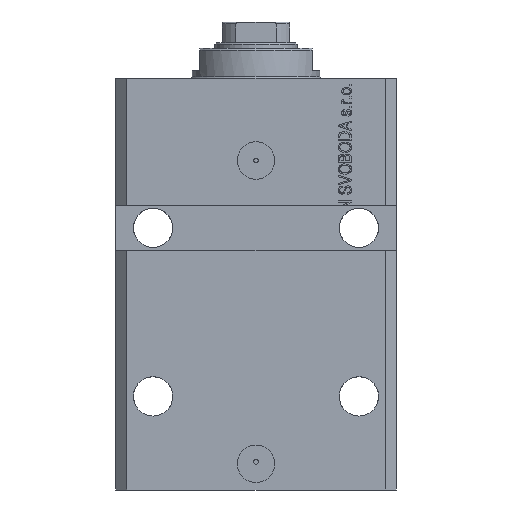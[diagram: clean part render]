
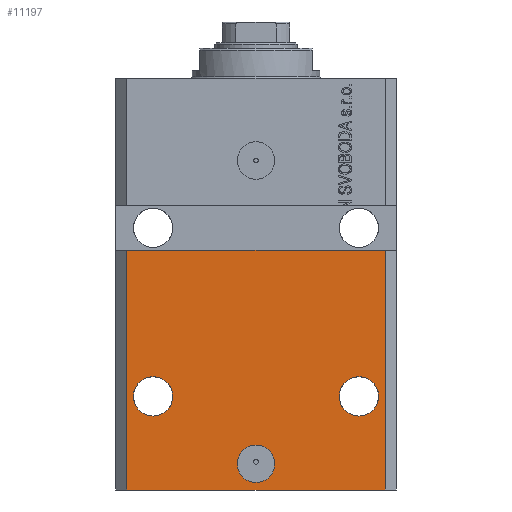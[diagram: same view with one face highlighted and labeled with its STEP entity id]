
A CAD part, front view. The second image highlights one B-rep face of the part: STEP entity #11197.
In plain terms, the highlighted planar face has unit normal (0, -1, 0).
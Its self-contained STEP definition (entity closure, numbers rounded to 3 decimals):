
#239 = VECTOR ( 'NONE', #34112, 1000. ) ;
#578 = CIRCLE ( 'NONE', #37748, 5. ) ;
#697 = DIRECTION ( 'NONE',  ( 0., 0., -1. ) ) ;
#1350 = ORIENTED_EDGE ( 'NONE', *, *, #41278, .T. ) ;
#1660 = LINE ( 'NONE', #29497, #21576 ) ;
#1679 = ORIENTED_EDGE ( 'NONE', *, *, #22106, .F. ) ;
#1703 = EDGE_CURVE ( 'NONE', #32648, #20199, #32168, .T. ) ;
#1922 = CARTESIAN_POINT ( 'NONE',  ( 0., -27.5, -103. ) ) ;
#2365 = DIRECTION ( 'NONE',  ( 0., -1., 0. ) ) ;
#2981 = EDGE_CURVE ( 'NONE', #27421, #43054, #26203, .T. ) ;
#3084 = VERTEX_POINT ( 'NONE', #20020 ) ;
#4195 = CARTESIAN_POINT ( 'NONE',  ( -32.75, -27.5, -85. ) ) ;
#5027 = CARTESIAN_POINT ( 'NONE',  ( -34.5, -27.5, -110. ) ) ;
#5448 = DIRECTION ( 'NONE',  ( 1., 0., 0. ) ) ;
#8101 = AXIS2_PLACEMENT_3D ( 'NONE', #16997, #37539, #16757 ) ;
#8446 = DIRECTION ( 'NONE',  ( 0., -1., 0. ) ) ;
#8547 = CARTESIAN_POINT ( 'NONE',  ( 22.25, -27.5, -85. ) ) ;
#9125 = EDGE_CURVE ( 'NONE', #11691, #34242, #26449, .T. ) ;
#9659 = EDGE_LOOP ( 'NONE', ( #25310, #1679, #19205, #1350 ) ) ;
#10904 = DIRECTION ( 'NONE',  ( 1., 0., 0. ) ) ;
#11197 = ADVANCED_FACE ( 'NONE', ( #35619, #26018, #39938, #18721 ), #32410, .T. ) ;
#11656 = DIRECTION ( 'NONE',  ( 0., -1., 0. ) ) ;
#11691 = VERTEX_POINT ( 'NONE', #4195 ) ;
#11802 = EDGE_LOOP ( 'NONE', ( #15481, #42778 ) ) ;
#12313 = CARTESIAN_POINT ( 'NONE',  ( 34.5, -27.5, -110. ) ) ;
#12763 = CIRCLE ( 'NONE', #33854, 5.25 ) ;
#12910 = DIRECTION ( 'NONE',  ( 1., 0., 0. ) ) ;
#13189 = ORIENTED_EDGE ( 'NONE', *, *, #14667, .F. ) ;
#13383 = AXIS2_PLACEMENT_3D ( 'NONE', #5027, #11656, #697 ) ;
#14103 = CARTESIAN_POINT ( 'NONE',  ( 0., -27.5, -103. ) ) ;
#14434 = CARTESIAN_POINT ( 'NONE',  ( 5., -27.5, -103. ) ) ;
#14667 = EDGE_CURVE ( 'NONE', #20199, #32648, #12763, .T. ) ;
#15481 = ORIENTED_EDGE ( 'NONE', *, *, #26738, .F. ) ;
#16084 = CARTESIAN_POINT ( 'NONE',  ( 27.5, -27.5, -85. ) ) ;
#16277 = DIRECTION ( 'NONE',  ( 1., 0., 0. ) ) ;
#16757 = DIRECTION ( 'NONE',  ( 1., 0., 0. ) ) ;
#16997 = CARTESIAN_POINT ( 'NONE',  ( 27.5, -27.5, -85. ) ) ;
#17455 = LINE ( 'NONE', #20203, #239 ) ;
#17693 = VERTEX_POINT ( 'NONE', #14434 ) ;
#18571 = VERTEX_POINT ( 'NONE', #24770 ) ;
#18721 = FACE_OUTER_BOUND ( 'NONE', #9659, .T. ) ;
#19205 = ORIENTED_EDGE ( 'NONE', *, *, #2981, .T. ) ;
#19304 = CARTESIAN_POINT ( 'NONE',  ( -37.5, -27.5, -46. ) ) ;
#19377 = DIRECTION ( 'NONE',  ( -1., 0., 0. ) ) ;
#20020 = CARTESIAN_POINT ( 'NONE',  ( 34.5, -27.5, -46. ) ) ;
#20199 = VERTEX_POINT ( 'NONE', #41038 ) ;
#20203 = CARTESIAN_POINT ( 'NONE',  ( 34.5, -27.5, -110. ) ) ;
#20602 = ORIENTED_EDGE ( 'NONE', *, *, #1703, .F. ) ;
#21126 = CARTESIAN_POINT ( 'NONE',  ( -34.5, -27.5, -110. ) ) ;
#21576 = VECTOR ( 'NONE', #29046, 1000. ) ;
#22106 = EDGE_CURVE ( 'NONE', #27421, #24122, #1660, .T. ) ;
#22362 = CARTESIAN_POINT ( 'NONE',  ( -27.5, -27.5, -85. ) ) ;
#23171 = AXIS2_PLACEMENT_3D ( 'NONE', #22362, #8446, #44046 ) ;
#23243 = CARTESIAN_POINT ( 'NONE',  ( -27.5, -27.5, -85. ) ) ;
#24051 = EDGE_LOOP ( 'NONE', ( #40352, #26044 ) ) ;
#24122 = VERTEX_POINT ( 'NONE', #44231 ) ;
#24214 = VECTOR ( 'NONE', #5448, 1000. ) ;
#24770 = CARTESIAN_POINT ( 'NONE',  ( -5., -27.5, -103. ) ) ;
#25310 = ORIENTED_EDGE ( 'NONE', *, *, #41166, .F. ) ;
#26018 = FACE_BOUND ( 'NONE', #41492, .T. ) ;
#26024 = EDGE_CURVE ( 'NONE', #17693, #18571, #578, .T. ) ;
#26044 = ORIENTED_EDGE ( 'NONE', *, *, #32721, .F. ) ;
#26203 = LINE ( 'NONE', #36706, #24214 ) ;
#26449 = CIRCLE ( 'NONE', #27149, 5.25 ) ;
#26738 = EDGE_CURVE ( 'NONE', #34242, #11691, #28998, .T. ) ;
#27149 = AXIS2_PLACEMENT_3D ( 'NONE', #23243, #40141, #19377 ) ;
#27421 = VERTEX_POINT ( 'NONE', #21126 ) ;
#27527 = CARTESIAN_POINT ( 'NONE',  ( -22.25, -27.5, -85. ) ) ;
#28015 = DIRECTION ( 'NONE',  ( 0., -1., 0. ) ) ;
#28998 = CIRCLE ( 'NONE', #23171, 5.25 ) ;
#29046 = DIRECTION ( 'NONE',  ( 0., 0., 1. ) ) ;
#29497 = CARTESIAN_POINT ( 'NONE',  ( -34.5, -27.5, -110. ) ) ;
#29975 = CIRCLE ( 'NONE', #33628, 5. ) ;
#30230 = LINE ( 'NONE', #19304, #44713 ) ;
#32168 = CIRCLE ( 'NONE', #8101, 5.25 ) ;
#32410 = PLANE ( 'NONE',  #13383 ) ;
#32648 = VERTEX_POINT ( 'NONE', #8547 ) ;
#32721 = EDGE_CURVE ( 'NONE', #18571, #17693, #29975, .T. ) ;
#33628 = AXIS2_PLACEMENT_3D ( 'NONE', #1922, #2365, #16277 ) ;
#33854 = AXIS2_PLACEMENT_3D ( 'NONE', #16084, #44184, #33881 ) ;
#33881 = DIRECTION ( 'NONE',  ( 1., 0., 0. ) ) ;
#34112 = DIRECTION ( 'NONE',  ( 0., 0., 1. ) ) ;
#34242 = VERTEX_POINT ( 'NONE', #27527 ) ;
#35619 = FACE_BOUND ( 'NONE', #24051, .T. ) ;
#36706 = CARTESIAN_POINT ( 'NONE',  ( -34.5, -27.5, -110. ) ) ;
#37539 = DIRECTION ( 'NONE',  ( 0., -1., 0. ) ) ;
#37748 = AXIS2_PLACEMENT_3D ( 'NONE', #14103, #28015, #10904 ) ;
#39938 = FACE_BOUND ( 'NONE', #11802, .T. ) ;
#40141 = DIRECTION ( 'NONE',  ( 0., -1., 0. ) ) ;
#40352 = ORIENTED_EDGE ( 'NONE', *, *, #26024, .F. ) ;
#41038 = CARTESIAN_POINT ( 'NONE',  ( 32.75, -27.5, -85. ) ) ;
#41166 = EDGE_CURVE ( 'NONE', #24122, #3084, #30230, .T. ) ;
#41278 = EDGE_CURVE ( 'NONE', #43054, #3084, #17455, .T. ) ;
#41492 = EDGE_LOOP ( 'NONE', ( #13189, #20602 ) ) ;
#42778 = ORIENTED_EDGE ( 'NONE', *, *, #9125, .F. ) ;
#43054 = VERTEX_POINT ( 'NONE', #12313 ) ;
#44046 = DIRECTION ( 'NONE',  ( -1., 0., 0. ) ) ;
#44184 = DIRECTION ( 'NONE',  ( 0., -1., 0. ) ) ;
#44231 = CARTESIAN_POINT ( 'NONE',  ( -34.5, -27.5, -46. ) ) ;
#44713 = VECTOR ( 'NONE', #12910, 1000. ) ;
